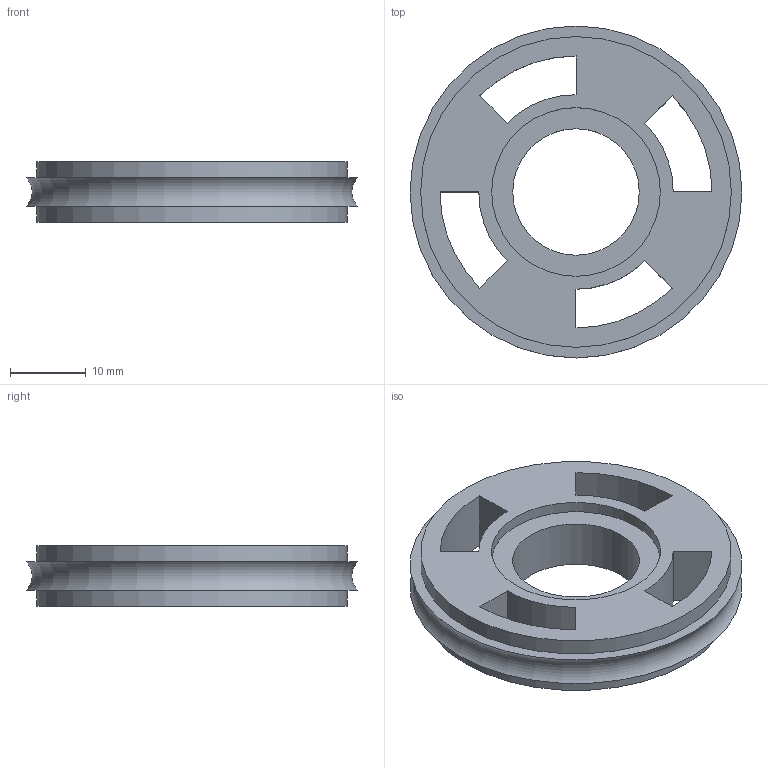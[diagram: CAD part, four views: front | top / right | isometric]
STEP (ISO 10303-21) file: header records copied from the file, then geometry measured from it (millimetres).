
FILE_DESCRIPTION(/* description */ (''),/* implementation_level */ '2;1');
FILE_NAME(/* name */ 'MiniCatcher_4.stp',/* time_stamp */ '2021-07-15T12:50:11+02:00',/* author */ ('vakilim'),/* organization */ (''),/* preprocessor_version */ 'ST-DEVELOPER v17',/* originating_system */ 'Autodesk Inventor 2018',/* authorisation */ '');
FILE_SCHEMA (('AUTOMOTIVE_DESIGN { 1 0 10303 214 3 1 1 }'));
Length unit declared in the file: millimetre
Products named in the file (1): MiniCatcher_4
Bounding box: 43.69 x 43.69 x 8 mm (x, y, z)
Volume: 6967.2 mm3; surface area: 4721.3 mm2
Topology: 1 solids, 1 shells, 26 faces, 63 edges, 42 vertices
Faces by surface type: plane 13, cylinder 12, torus 1
Full cylindrical faces by diameter (mm): 16.65 x1, 22.2 x1, 40.894 x2
Entity records: 833 total; most frequent: DIRECTION 144, CARTESIAN_POINT 132, ORIENTED_EDGE 126, EDGE_CURVE 63, AXIS2_PLACEMENT_3D 54, VERTEX_POINT 42, EDGE_LOOP 39, LINE 36
